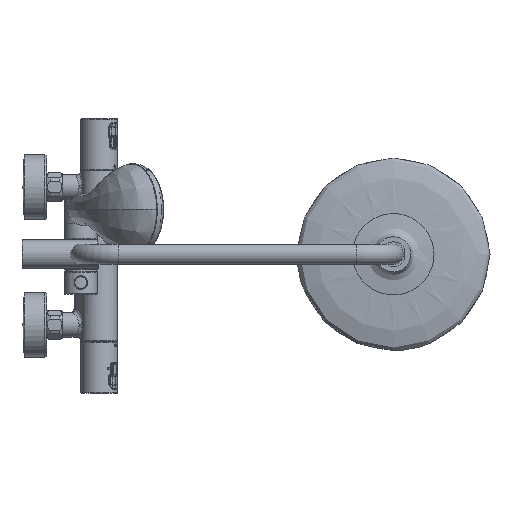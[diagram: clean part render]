
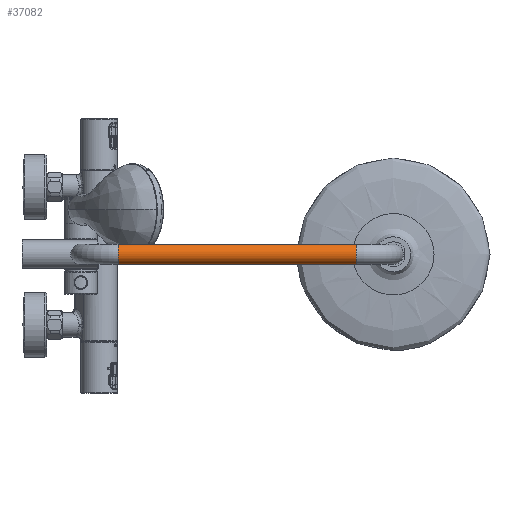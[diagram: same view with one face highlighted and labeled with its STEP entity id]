
A CAD part, top view. The second image highlights one B-rep face of the part: STEP entity #37082.
In plain terms, the highlighted cylindrical face has radius 11 mm (diameter 22 mm), a full revolution.
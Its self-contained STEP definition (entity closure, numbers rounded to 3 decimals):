
#13474=ORIENTED_EDGE('',*,*,#21352,.T.);
#13475=ORIENTED_EDGE('',*,*,#21353,.F.);
#21352=EDGE_CURVE('',#26134,#26134,#28504,.F.);
#21353=EDGE_CURVE('',#26135,#26135,#28505,.F.);
#26134=VERTEX_POINT('',#104200);
#26135=VERTEX_POINT('',#104203);
#28504=CIRCLE('',#43315,11.);
#28505=CIRCLE('',#43317,11.);
#30954=EDGE_LOOP('',(#13474));
#30955=EDGE_LOOP('',(#13475));
#34102=FACE_BOUND('',#30954,.T.);
#34103=FACE_BOUND('',#30955,.T.);
#35476=CYLINDRICAL_SURFACE('',#43316,11.);
#37082=ADVANCED_FACE('',(#34102,#34103),#35476,.T.);
#43315=AXIS2_PLACEMENT_3D('',#104199,#46659,#46660);
#43316=AXIS2_PLACEMENT_3D('',#104201,#46661,#46662);
#43317=AXIS2_PLACEMENT_3D('',#104202,#46663,#46664);
#46659=DIRECTION('',(1.,0.,0.));
#46660=DIRECTION('',(0.,0.,1.));
#46661=DIRECTION('',(1.,0.,0.));
#46662=DIRECTION('',(0.,0.,-1.));
#46663=DIRECTION('',(1.,0.,0.));
#46664=DIRECTION('',(0.,0.,1.));
#104199=CARTESIAN_POINT('',(299.5,0.,1110.));
#104200=CARTESIAN_POINT('',(299.5,0.,1121.));
#104201=CARTESIAN_POINT('',(40.5,0.,1110.));
#104202=CARTESIAN_POINT('',(40.5,0.,1110.));
#104203=CARTESIAN_POINT('',(40.5,0.,1121.));
